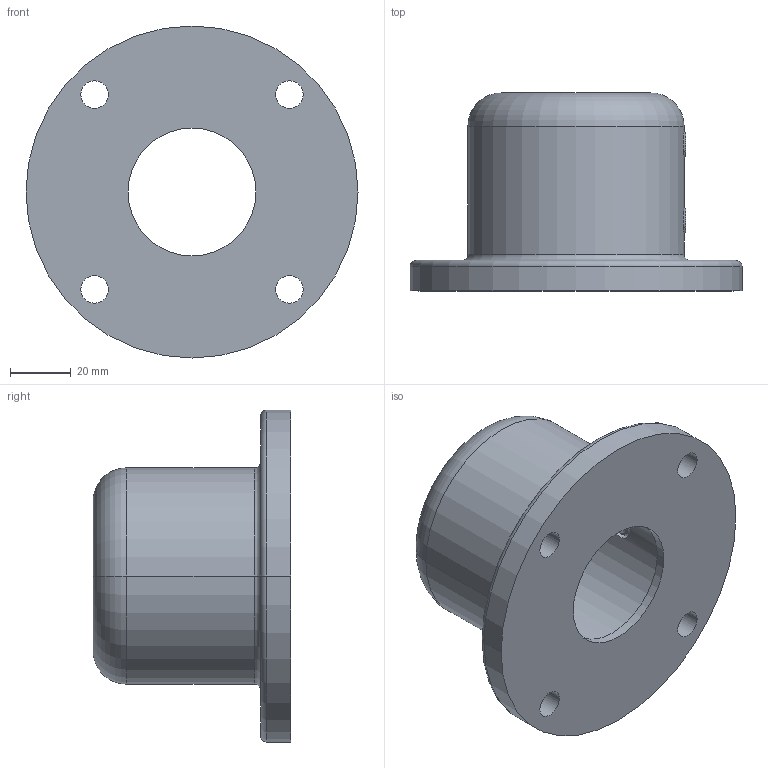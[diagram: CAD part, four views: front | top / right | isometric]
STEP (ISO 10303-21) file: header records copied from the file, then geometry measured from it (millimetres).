
FILE_DESCRIPTION((''),'2;1');
FILE_NAME('STANDFUSS_WANDFLANSCH_ASM','2010-10-15T',('M.Fehring'),(''),'PRO/ENGINEER BY PARAMETRIC TECHNOLOGY CORPORATION, 2005070','PRO/ENGINEER BY PARAMETRIC TECHNOLOGY CORPORATION, 2005070','');
FILE_SCHEMA(('AUTOMOTIVE_DESIGN_CC2 { 1 2 10303 214 -1 1 5 2 }'));
Length unit declared in the file: millimetre
Products named in the file (3): STANDFUSS_WANDFLANSCH; 9263054000; STANDFUSS_WANDFLANSCH_ASM
Assembly tree (3 placements, depth 2):
  STANDFUSS_WANDFLANSCH_ASM
    STANDFUSS_WANDFLANSCH
    9263054000  x2
Bounding box: 109 x 65 x 109 mm (x, y, z)
Volume: 185444.7 mm3; surface area: 41960.3 mm2
Topology: 3 solids, 3 shells, 64 faces, 152 edges, 92 vertices
Faces by surface type: cylinder 24, plane 22, cone 12, torus 6
Entity records: 1856 total; most frequent: CARTESIAN_POINT 366, DIRECTION 264, ORIENTED_EDGE 224, EDGE_CURVE 112, AXIS2_PLACEMENT_3D 107, PRESENTATION_STYLE_ASSIGNMENT 77, STYLED_ITEM 77, CURVE_STYLE 76
